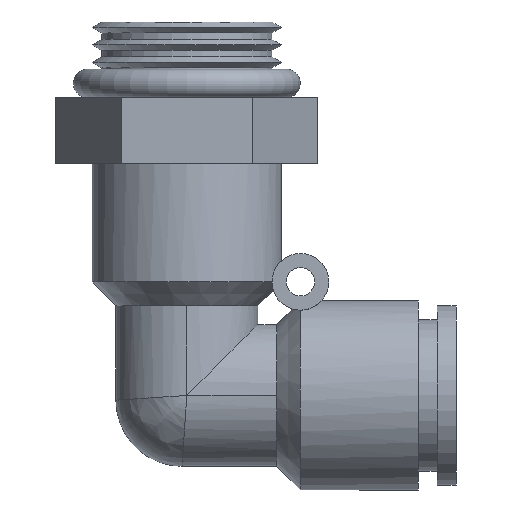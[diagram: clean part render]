
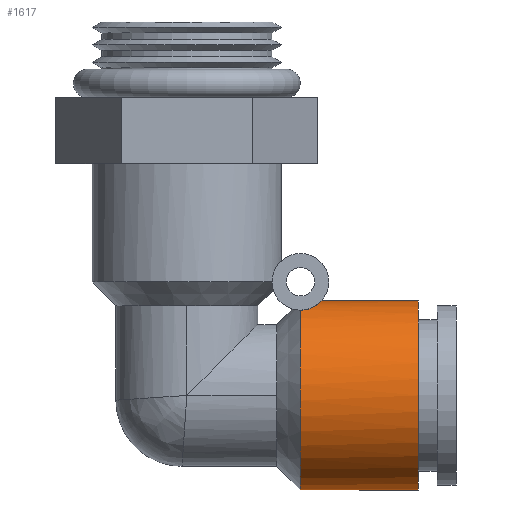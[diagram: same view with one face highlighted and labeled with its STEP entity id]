
A CAD part, front view. The second image highlights one B-rep face of the part: STEP entity #1617.
In plain terms, the highlighted cylindrical face has radius 10 mm (diameter 20 mm), a partial arc.
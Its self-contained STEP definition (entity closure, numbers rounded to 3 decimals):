
#11 = VERTEX_POINT ( 'NONE', #1209 ) ;
#25 = AXIS2_PLACEMENT_3D ( 'NONE', #482, #1620, #2292 ) ;
#65 = ORIENTED_EDGE ( 'NONE', *, *, #747, .F. ) ;
#272 = VECTOR ( 'NONE', #2750, 1000. ) ;
#333 = LINE ( 'NONE', #771, #1280 ) ;
#372 = EDGE_CURVE ( 'NONE', #11, #2672, #1622, .T. ) ;
#418 = CARTESIAN_POINT ( 'NONE',  ( 20.379, -4.061, 16.639 ) ) ;
#425 = ORIENTED_EDGE ( 'NONE', *, *, #1821, .F. ) ;
#482 = CARTESIAN_POINT ( 'NONE',  ( 32., 0., 7.5 ) ) ;
#545 = CARTESIAN_POINT ( 'NONE',  ( 19.517, -4.316, 16.521 ) ) ;
#695 = CARTESIAN_POINT ( 'NONE',  ( 32., 0., 7.5 ) ) ;
#736 = AXIS2_PLACEMENT_3D ( 'NONE', #1900, #1028, #1255 ) ;
#747 = EDGE_CURVE ( 'NONE', #11, #2863, #2656, .T. ) ;
#771 = CARTESIAN_POINT ( 'NONE',  ( 32., 0., -2.5 ) ) ;
#860 = CARTESIAN_POINT ( 'NONE',  ( 21.711, -0.904, 17.469 ) ) ;
#891 = CARTESIAN_POINT ( 'NONE',  ( 21.738, 0., 17.5 ) ) ;
#963 = CARTESIAN_POINT ( 'NONE',  ( 19.5, 0., -2.5 ) ) ;
#1028 = DIRECTION ( 'NONE',  ( 1., 0., 0. ) ) ;
#1077 = CARTESIAN_POINT ( 'NONE',  ( 21.592, -1.789, 17.349 ) ) ;
#1167 = DIRECTION ( 'NONE',  ( -1., 0., 0. ) ) ;
#1209 = CARTESIAN_POINT ( 'NONE',  ( 32., 0., 17.5 ) ) ;
#1255 = DIRECTION ( 'NONE',  ( 0., 0., -1. ) ) ;
#1256 = VERTEX_POINT ( 'NONE', #1659 ) ;
#1271 = ORIENTED_EDGE ( 'NONE', *, *, #372, .T. ) ;
#1280 = VECTOR ( 'NONE', #1888, 1000. ) ;
#1281 = CARTESIAN_POINT ( 'NONE',  ( 21.738, 0., 17.5 ) ) ;
#1297 = CARTESIAN_POINT ( 'NONE',  ( 20.979, -3.428, 16.896 ) ) ;
#1309 = CARTESIAN_POINT ( 'NONE',  ( 21.279, -2.847, 17.088 ) ) ;
#1323 = CARTESIAN_POINT ( 'NONE',  ( 21.738, -0.454, 17.5 ) ) ;
#1388 = DIRECTION ( 'NONE',  ( 0., 0., 1. ) ) ;
#1400 = B_SPLINE_CURVE_WITH_KNOTS ( 'NONE', 3,
 ( #1898, #2786, #1676, #2559, #2619, #418, #2402, #1801, #1297, #1507, #1309, #2024, #1077, #860, #1323, #891 ),
 .UNSPECIFIED., .F., .F.,
 ( 4, 2, 2, 2, 2, 2, 2, 4 ),
 ( 0.016, 0.016, 0.017, 0.017, 0.018, 0.019, 0.02, 0.021 ),
 .UNSPECIFIED. ) ;
#1406 = FACE_OUTER_BOUND ( 'NONE', #2443, .T. ) ;
#1507 = CARTESIAN_POINT ( 'NONE',  ( 21.193, -3.047, 17.027 ) ) ;
#1586 = CYLINDRICAL_SURFACE ( 'NONE', #2281, 10. ) ;
#1617 = ADVANCED_FACE ( 'NONE', ( #1406 ), #1586, .T. ) ;
#1620 = DIRECTION ( 'NONE',  ( 1., 0., 0. ) ) ;
#1622 = LINE ( 'NONE', #2498, #272 ) ;
#1659 = CARTESIAN_POINT ( 'NONE',  ( 19.521, -4.316, 16.521 ) ) ;
#1676 = CARTESIAN_POINT ( 'NONE',  ( 19.75, -4.302, 16.528 ) ) ;
#1801 = CARTESIAN_POINT ( 'NONE',  ( 20.854, -3.607, 16.828 ) ) ;
#1821 = EDGE_CURVE ( 'NONE', #2863, #2770, #333, .T. ) ;
#1825 = VERTEX_POINT ( 'NONE', #2776 ) ;
#1839 = EDGE_CURVE ( 'NONE', #1256, #2672, #1400, .T. ) ;
#1888 = DIRECTION ( 'NONE',  ( -1., 0., 0. ) ) ;
#1897 = CARTESIAN_POINT ( 'NONE',  ( 32., 0., -2.5 ) ) ;
#1898 = CARTESIAN_POINT ( 'NONE',  ( 19.521, -4.316, 16.521 ) ) ;
#1900 = CARTESIAN_POINT ( 'NONE',  ( 19.5, 0., 7.5 ) ) ;
#1926 = CARTESIAN_POINT ( 'NONE',  ( 19.5, -4.316, 16.521 ) ) ;
#1939 = CARTESIAN_POINT ( 'NONE',  ( 19.521, -4.316, 16.521 ) ) ;
#2024 = CARTESIAN_POINT ( 'NONE',  ( 21.499, -2.23, 17.258 ) ) ;
#2028 = ORIENTED_EDGE ( 'NONE', *, *, #2874, .F. ) ;
#2281 = AXIS2_PLACEMENT_3D ( 'NONE', #695, #1167, #1388 ) ;
#2292 = DIRECTION ( 'NONE',  ( 0., 0., -1. ) ) ;
#2344 = CARTESIAN_POINT ( 'NONE',  ( 19.51, -4.316, 16.521 ) ) ;
#2362 = CIRCLE ( 'NONE', #736, 10. ) ;
#2402 = CARTESIAN_POINT ( 'NONE',  ( 20.555, -3.923, 16.7 ) ) ;
#2443 = EDGE_LOOP ( 'NONE', ( #425, #65, #1271, #2827, #2028, #2690 ) ) ;
#2498 = CARTESIAN_POINT ( 'NONE',  ( 32., 0., 17.5 ) ) ;
#2558 = CARTESIAN_POINT ( 'NONE',  ( 19.503, -4.316, 16.521 ) ) ;
#2559 = CARTESIAN_POINT ( 'NONE',  ( 19.97, -4.249, 16.553 ) ) ;
#2610 = EDGE_CURVE ( 'NONE', #1825, #2770, #2362, .T. ) ;
#2619 = CARTESIAN_POINT ( 'NONE',  ( 20.077, -4.209, 16.571 ) ) ;
#2623 = B_SPLINE_CURVE_WITH_KNOTS ( 'NONE', 3,
 ( #1926, #2558, #2344, #545, #1939 ),
 .UNSPECIFIED., .F., .F.,
 ( 4, 1, 4 ),
 ( 0.016, 0.016, 0.016 ),
 .UNSPECIFIED. ) ;
#2656 = CIRCLE ( 'NONE', #25, 10. ) ;
#2672 = VERTEX_POINT ( 'NONE', #1281 ) ;
#2690 = ORIENTED_EDGE ( 'NONE', *, *, #2610, .T. ) ;
#2750 = DIRECTION ( 'NONE',  ( -1., 0., 0. ) ) ;
#2770 = VERTEX_POINT ( 'NONE', #963 ) ;
#2776 = CARTESIAN_POINT ( 'NONE',  ( 19.5, -4.316, 16.521 ) ) ;
#2786 = CARTESIAN_POINT ( 'NONE',  ( 19.634, -4.316, 16.521 ) ) ;
#2827 = ORIENTED_EDGE ( 'NONE', *, *, #1839, .F. ) ;
#2863 = VERTEX_POINT ( 'NONE', #1897 ) ;
#2874 = EDGE_CURVE ( 'NONE', #1825, #1256, #2623, .T. ) ;
